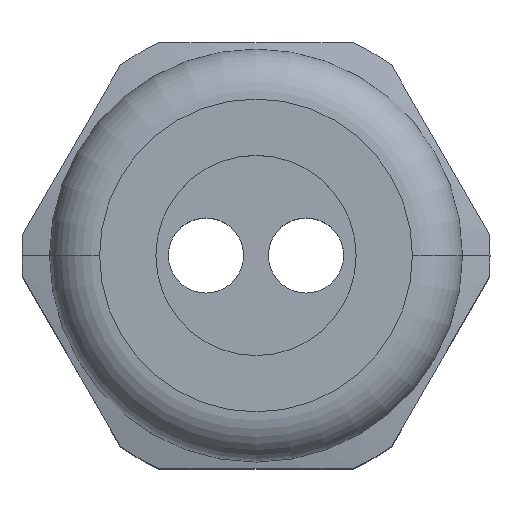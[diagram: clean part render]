
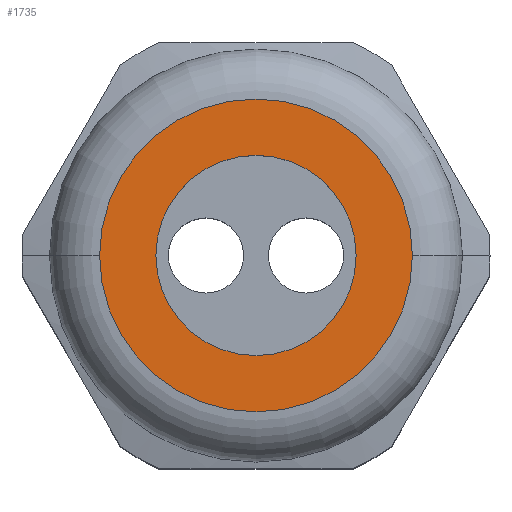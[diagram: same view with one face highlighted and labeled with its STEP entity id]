
A CAD part, top view. The second image highlights one B-rep face of the part: STEP entity #1735.
In plain terms, the highlighted planar face has unit normal (0, 0, 1).
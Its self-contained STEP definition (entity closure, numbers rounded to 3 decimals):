
#123 = PLANE ( 'NONE',  #1472 ) ;
#124 = CARTESIAN_POINT ( 'NONE',  ( 0., 0., 26.2 ) ) ;
#125 = DIRECTION ( 'NONE',  ( 0., 0., 1. ) ) ;
#126 = DIRECTION ( 'NONE',  ( 1., 0., 0. ) ) ;
#326 = EDGE_LOOP ( 'NONE', ( #569, #573 ) ) ;
#338 = EDGE_LOOP ( 'NONE', ( #570, #572 ) ) ;
#363 = VERTEX_POINT ( 'NONE', #759 ) ;
#378 = VERTEX_POINT ( 'NONE', #768 ) ;
#394 = VERTEX_POINT ( 'NONE', #778 ) ;
#419 = VERTEX_POINT ( 'NONE', #788 ) ;
#569 = ORIENTED_EDGE ( 'NONE', *, *, #1661, .T. ) ;
#570 = ORIENTED_EDGE ( 'NONE', *, *, #1655, .F. ) ;
#572 = ORIENTED_EDGE ( 'NONE', *, *, #1559, .F. ) ;
#573 = ORIENTED_EDGE ( 'NONE', *, *, #1656, .T. ) ;
#759 = CARTESIAN_POINT ( 'NONE',  ( -4., 0., 26.2 ) ) ;
#768 = CARTESIAN_POINT ( 'NONE',  ( -6.25, 0., 26.2 ) ) ;
#778 = CARTESIAN_POINT ( 'NONE',  ( 4., 0., 26.2 ) ) ;
#788 = CARTESIAN_POINT ( 'NONE',  ( 6.25, 0., 26.2 ) ) ;
#816 = CARTESIAN_POINT ( 'NONE',  ( 0., 0., 26.2 ) ) ;
#817 = DIRECTION ( 'NONE',  ( 0., 0., 1. ) ) ;
#818 = DIRECTION ( 'NONE',  ( 1., 0., 0. ) ) ;
#1115 = CARTESIAN_POINT ( 'NONE',  ( 0., 0., 26.2 ) ) ;
#1116 = DIRECTION ( 'NONE',  ( 0., 0., 1. ) ) ;
#1117 = DIRECTION ( 'NONE',  ( 1., 0., 0. ) ) ;
#1118 = CARTESIAN_POINT ( 'NONE',  ( 0., 0., 26.2 ) ) ;
#1119 = DIRECTION ( 'NONE',  ( 0., 0., 1. ) ) ;
#1120 = DIRECTION ( 'NONE',  ( 1., 0., 0. ) ) ;
#1133 = CARTESIAN_POINT ( 'NONE',  ( 0., 0., 26.2 ) ) ;
#1134 = DIRECTION ( 'NONE',  ( 0., 0., 1. ) ) ;
#1135 = DIRECTION ( 'NONE',  ( 1., 0., 0. ) ) ;
#1255 = AXIS2_PLACEMENT_3D ( 'NONE', #816, #817, #818 ) ;
#1351 = AXIS2_PLACEMENT_3D ( 'NONE', #1118, #1119, #1120 ) ;
#1352 = AXIS2_PLACEMENT_3D ( 'NONE', #1115, #1116, #1117 ) ;
#1362 = AXIS2_PLACEMENT_3D ( 'NONE', #1133, #1134, #1135 ) ;
#1465 = FACE_BOUND ( 'NONE', #338, .T. ) ;
#1470 = FACE_OUTER_BOUND ( 'NONE', #326, .T. ) ;
#1472 = AXIS2_PLACEMENT_3D ( 'NONE', #124, #125, #126 ) ;
#1559 = EDGE_CURVE ( 'NONE', #363, #394, #1762, .T. ) ;
#1655 = EDGE_CURVE ( 'NONE', #394, #363, #1803, .T. ) ;
#1656 = EDGE_CURVE ( 'NONE', #378, #419, #1804, .T. ) ;
#1661 = EDGE_CURVE ( 'NONE', #419, #378, #1807, .T. ) ;
#1735 = ADVANCED_FACE ( 'NONE', ( #1465, #1470 ), #123, .T. ) ;
#1762 = CIRCLE ( 'NONE', #1255, 4. ) ;
#1803 = CIRCLE ( 'NONE', #1352, 4. ) ;
#1804 = CIRCLE ( 'NONE', #1351, 6.25 ) ;
#1807 = CIRCLE ( 'NONE', #1362, 6.25 ) ;
